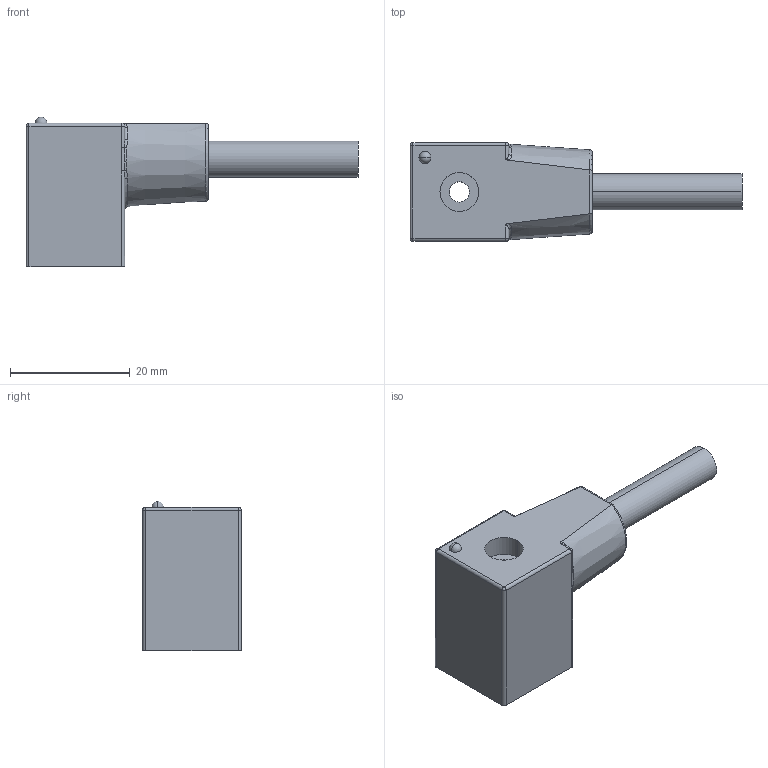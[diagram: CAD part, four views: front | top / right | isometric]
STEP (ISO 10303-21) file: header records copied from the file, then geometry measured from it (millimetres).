
FILE_DESCRIPTION (( 'STEP AP214' ), '1' );
FILE_NAME ('CNT00024_C_05.STEP', '2018-09-18T09:31:27', ( '' ), ( '' ), 'SwSTEP 2.0', 'SolidWorks 2018', '' );
FILE_SCHEMA (( 'AUTOMOTIVE_DESIGN' ));
Length unit declared in the file: millimetre
Products named in the file (1): CNT00024_C_05
Bounding box: 55.5 x 16.5 x 25 mm (x, y, z)
Volume: 9281.1 mm3; surface area: 3442.3 mm2
Topology: 1 solids, 1 shells, 51 faces, 125 edges, 73 vertices
Faces by surface type: cylinder 18, plane 11, bspline 10, sphere 6, torus 5, cone 1
Entity records: 1772 total; most frequent: CARTESIAN_POINT 604, ORIENTED_EDGE 234, DIRECTION 232, EDGE_CURVE 117, AXIS2_PLACEMENT_3D 99, VERTEX_POINT 71, CIRCLE 57, EDGE_LOOP 56
